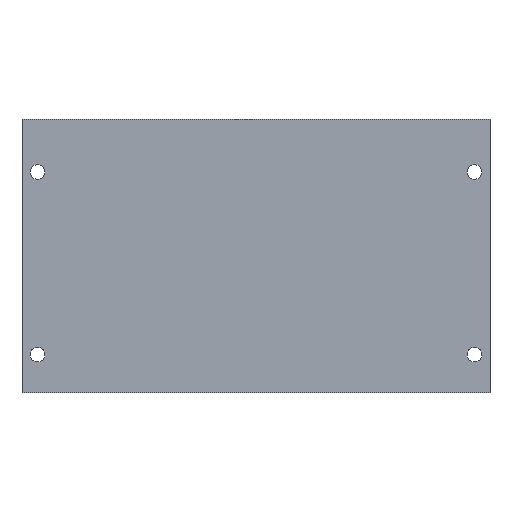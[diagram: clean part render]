
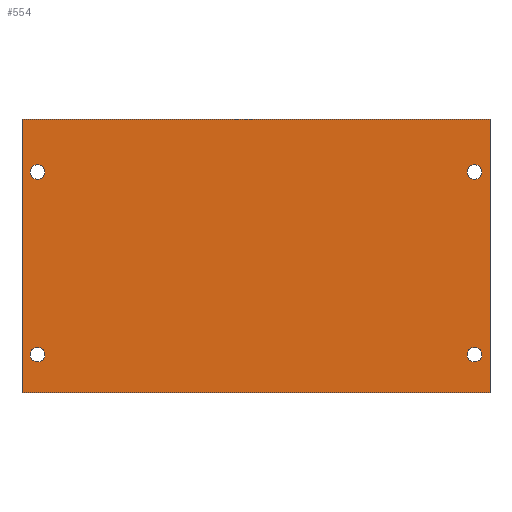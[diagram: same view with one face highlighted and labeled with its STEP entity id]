
A CAD part, front view. The second image highlights one B-rep face of the part: STEP entity #554.
In plain terms, the highlighted planar face has unit normal (0, -1, 0).
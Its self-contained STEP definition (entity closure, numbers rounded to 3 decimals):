
#23 = CIRCLE ( 'NONE', #1219, 2.032 ) ;
#35 = DIRECTION ( 'NONE',  ( 0., -1., 0. ) ) ;
#58 = EDGE_CURVE ( 'NONE', #389, #1156, #23, .T. ) ;
#70 = DIRECTION ( 'NONE',  ( 0., 0., -1. ) ) ;
#84 = LINE ( 'NONE', #1211, #588 ) ;
#99 = EDGE_CURVE ( 'NONE', #972, #159, #84, .T. ) ;
#100 = AXIS2_PLACEMENT_3D ( 'NONE', #346, #456, #1015 ) ;
#121 = ORIENTED_EDGE ( 'NONE', *, *, #433, .T. ) ;
#125 = FACE_BOUND ( 'NONE', #327, .T. ) ;
#159 = VERTEX_POINT ( 'NONE', #1253 ) ;
#176 = LINE ( 'NONE', #294, #1464 ) ;
#199 = DIRECTION ( 'NONE',  ( 1., 0., 0. ) ) ;
#218 = CARTESIAN_POINT ( 'NONE',  ( -60.769, 0., -25.4 ) ) ;
#234 = CARTESIAN_POINT ( 'NONE',  ( -65.087, 0., 38.1 ) ) ;
#236 = CIRCLE ( 'NONE', #100, 2.032 ) ;
#274 = DIRECTION ( 'NONE',  ( 0., -1., 0. ) ) ;
#285 = CIRCLE ( 'NONE', #566, 2.032 ) ;
#294 = CARTESIAN_POINT ( 'NONE',  ( -65.087, 0., 38.1 ) ) ;
#295 = VERTEX_POINT ( 'NONE', #611 ) ;
#327 = EDGE_LOOP ( 'NONE', ( #406, #1096 ) ) ;
#346 = CARTESIAN_POINT ( 'NONE',  ( 60.769, 0., -27.432 ) ) ;
#360 = EDGE_CURVE ( 'NONE', #1092, #916, #285, .T. ) ;
#371 = CARTESIAN_POINT ( 'NONE',  ( 0., 0., 0. ) ) ;
#389 = VERTEX_POINT ( 'NONE', #596 ) ;
#406 = ORIENTED_EDGE ( 'NONE', *, *, #1175, .F. ) ;
#412 = DIRECTION ( 'NONE',  ( 0., 1., 0. ) ) ;
#422 = LINE ( 'NONE', #762, #501 ) ;
#426 = DIRECTION ( 'NONE',  ( 0., 1., 0. ) ) ;
#428 = CIRCLE ( 'NONE', #928, 2.032 ) ;
#433 = EDGE_CURVE ( 'NONE', #529, #1242, #857, .T. ) ;
#435 = EDGE_LOOP ( 'NONE', ( #609, #1024 ) ) ;
#436 = CARTESIAN_POINT ( 'NONE',  ( 60.769, 0., 25.4 ) ) ;
#439 = EDGE_CURVE ( 'NONE', #159, #954, #764, .T. ) ;
#446 = EDGE_CURVE ( 'NONE', #916, #1092, #543, .T. ) ;
#452 = ORIENTED_EDGE ( 'NONE', *, *, #360, .F. ) ;
#456 = DIRECTION ( 'NONE',  ( 0., -1., 0. ) ) ;
#472 = AXIS2_PLACEMENT_3D ( 'NONE', #585, #274, #966 ) ;
#501 = VECTOR ( 'NONE', #872, 1000. ) ;
#510 = CARTESIAN_POINT ( 'NONE',  ( 60.769, 0., 23.368 ) ) ;
#514 = CARTESIAN_POINT ( 'NONE',  ( -65.087, 0., -38.1 ) ) ;
#519 = DIRECTION ( 'NONE',  ( 0., 0., -1. ) ) ;
#527 = CARTESIAN_POINT ( 'NONE',  ( 60.769, 0., 23.368 ) ) ;
#529 = VERTEX_POINT ( 'NONE', #1122 ) ;
#543 = CIRCLE ( 'NONE', #1389, 2.032 ) ;
#547 = AXIS2_PLACEMENT_3D ( 'NONE', #1136, #426, #1467 ) ;
#554 = ADVANCED_FACE ( 'NONE', ( #1205, #631, #1095, #125, #1016 ), #1053, .T. ) ;
#566 = AXIS2_PLACEMENT_3D ( 'NONE', #510, #940, #820 ) ;
#585 = CARTESIAN_POINT ( 'NONE',  ( 60.769, 0., -27.432 ) ) ;
#588 = VECTOR ( 'NONE', #199, 1000. ) ;
#590 = CIRCLE ( 'NONE', #472, 2.032 ) ;
#595 = ORIENTED_EDGE ( 'NONE', *, *, #706, .F. ) ;
#596 = CARTESIAN_POINT ( 'NONE',  ( -60.769, 0., -29.464 ) ) ;
#609 = ORIENTED_EDGE ( 'NONE', *, *, #58, .T. ) ;
#611 = CARTESIAN_POINT ( 'NONE',  ( 60.769, 0., -25.4 ) ) ;
#615 = AXIS2_PLACEMENT_3D ( 'NONE', #371, #35, #814 ) ;
#623 = CARTESIAN_POINT ( 'NONE',  ( -60.769, 0., -27.432 ) ) ;
#631 = FACE_BOUND ( 'NONE', #435, .T. ) ;
#672 = CARTESIAN_POINT ( 'NONE',  ( -60.769, 0., 25.4 ) ) ;
#698 = EDGE_LOOP ( 'NONE', ( #121, #1137 ) ) ;
#703 = VERTEX_POINT ( 'NONE', #514 ) ;
#706 = EDGE_CURVE ( 'NONE', #703, #972, #176, .T. ) ;
#746 = ORIENTED_EDGE ( 'NONE', *, *, #446, .F. ) ;
#756 = CARTESIAN_POINT ( 'NONE',  ( -60.769, 0., 23.368 ) ) ;
#762 = CARTESIAN_POINT ( 'NONE',  ( -65.087, 0., -38.1 ) ) ;
#764 = LINE ( 'NONE', #1001, #1313 ) ;
#776 = ORIENTED_EDGE ( 'NONE', *, *, #99, .F. ) ;
#778 = DIRECTION ( 'NONE',  ( 0., 0., -1. ) ) ;
#814 = DIRECTION ( 'NONE',  ( 0., 0., -1. ) ) ;
#820 = DIRECTION ( 'NONE',  ( 0., 0., -1. ) ) ;
#852 = EDGE_CURVE ( 'NONE', #1242, #529, #428, .T. ) ;
#857 = CIRCLE ( 'NONE', #1005, 2.032 ) ;
#872 = DIRECTION ( 'NONE',  ( -1., 0., 0. ) ) ;
#873 = DIRECTION ( 'NONE',  ( 0., 0., -1. ) ) ;
#904 = CIRCLE ( 'NONE', #547, 2.032 ) ;
#916 = VERTEX_POINT ( 'NONE', #436 ) ;
#928 = AXIS2_PLACEMENT_3D ( 'NONE', #756, #1233, #778 ) ;
#940 = DIRECTION ( 'NONE',  ( 0., -1., 0. ) ) ;
#951 = EDGE_CURVE ( 'NONE', #1156, #389, #904, .T. ) ;
#954 = VERTEX_POINT ( 'NONE', #1228 ) ;
#966 = DIRECTION ( 'NONE',  ( 0., 0., -1. ) ) ;
#972 = VERTEX_POINT ( 'NONE', #234 ) ;
#973 = DIRECTION ( 'NONE',  ( 0., 1., 0. ) ) ;
#991 = DIRECTION ( 'NONE',  ( 0., -1., 0. ) ) ;
#1001 = CARTESIAN_POINT ( 'NONE',  ( 65.087, 0., 38.1 ) ) ;
#1005 = AXIS2_PLACEMENT_3D ( 'NONE', #1444, #412, #519 ) ;
#1015 = DIRECTION ( 'NONE',  ( 0., 0., -1. ) ) ;
#1016 = FACE_OUTER_BOUND ( 'NONE', #1294, .T. ) ;
#1024 = ORIENTED_EDGE ( 'NONE', *, *, #951, .T. ) ;
#1053 = PLANE ( 'NONE',  #615 ) ;
#1083 = DIRECTION ( 'NONE',  ( 0., 0., 1. ) ) ;
#1092 = VERTEX_POINT ( 'NONE', #1172 ) ;
#1095 = FACE_BOUND ( 'NONE', #1275, .T. ) ;
#1096 = ORIENTED_EDGE ( 'NONE', *, *, #1293, .F. ) ;
#1122 = CARTESIAN_POINT ( 'NONE',  ( -60.769, 0., 21.336 ) ) ;
#1128 = CARTESIAN_POINT ( 'NONE',  ( 60.769, 0., -29.464 ) ) ;
#1136 = CARTESIAN_POINT ( 'NONE',  ( -60.769, 0., -27.432 ) ) ;
#1137 = ORIENTED_EDGE ( 'NONE', *, *, #852, .T. ) ;
#1156 = VERTEX_POINT ( 'NONE', #218 ) ;
#1172 = CARTESIAN_POINT ( 'NONE',  ( 60.769, 0., 21.336 ) ) ;
#1175 = EDGE_CURVE ( 'NONE', #1204, #295, #236, .T. ) ;
#1186 = ORIENTED_EDGE ( 'NONE', *, *, #439, .F. ) ;
#1204 = VERTEX_POINT ( 'NONE', #1128 ) ;
#1205 = FACE_BOUND ( 'NONE', #698, .T. ) ;
#1211 = CARTESIAN_POINT ( 'NONE',  ( -65.087, 0., 38.1 ) ) ;
#1219 = AXIS2_PLACEMENT_3D ( 'NONE', #623, #973, #1438 ) ;
#1228 = CARTESIAN_POINT ( 'NONE',  ( 65.087, 0., -38.1 ) ) ;
#1233 = DIRECTION ( 'NONE',  ( 0., 1., 0. ) ) ;
#1242 = VERTEX_POINT ( 'NONE', #672 ) ;
#1253 = CARTESIAN_POINT ( 'NONE',  ( 65.087, 0., 38.1 ) ) ;
#1266 = ORIENTED_EDGE ( 'NONE', *, *, #1457, .F. ) ;
#1275 = EDGE_LOOP ( 'NONE', ( #452, #746 ) ) ;
#1293 = EDGE_CURVE ( 'NONE', #295, #1204, #590, .T. ) ;
#1294 = EDGE_LOOP ( 'NONE', ( #1186, #776, #595, #1266 ) ) ;
#1313 = VECTOR ( 'NONE', #70, 1000. ) ;
#1389 = AXIS2_PLACEMENT_3D ( 'NONE', #527, #991, #873 ) ;
#1438 = DIRECTION ( 'NONE',  ( 0., 0., -1. ) ) ;
#1444 = CARTESIAN_POINT ( 'NONE',  ( -60.769, 0., 23.368 ) ) ;
#1457 = EDGE_CURVE ( 'NONE', #954, #703, #422, .T. ) ;
#1464 = VECTOR ( 'NONE', #1083, 1000. ) ;
#1467 = DIRECTION ( 'NONE',  ( 0., 0., -1. ) ) ;
